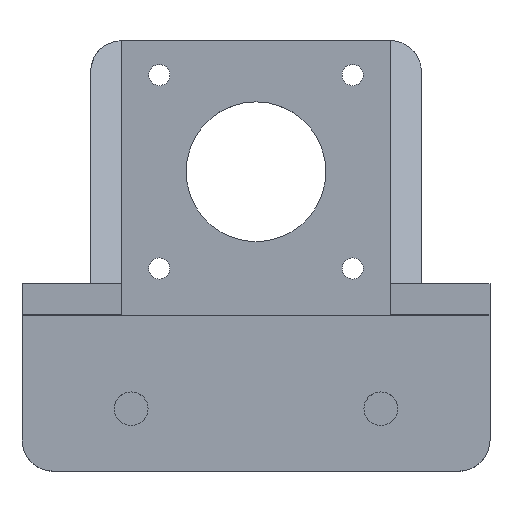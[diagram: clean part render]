
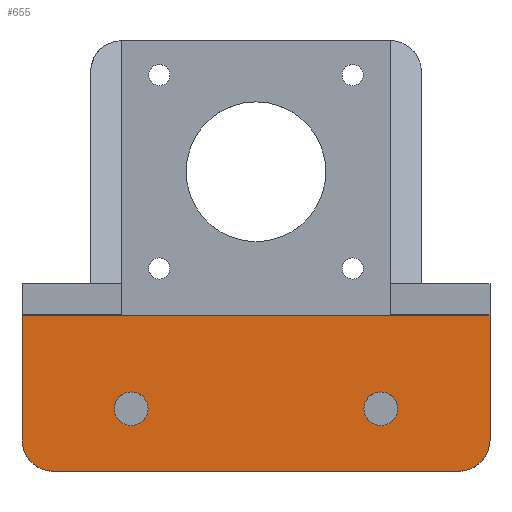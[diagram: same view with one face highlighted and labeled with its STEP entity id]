
A CAD part, top view. The second image highlights one B-rep face of the part: STEP entity #655.
In plain terms, the highlighted planar face has unit normal (0, 0, 1).
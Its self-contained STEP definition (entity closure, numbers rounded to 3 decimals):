
#17=FACE_BOUND('',#103,.T.);
#18=FACE_BOUND('',#104,.T.);
#36=PLANE('',#714);
#63=FACE_OUTER_BOUND('',#102,.T.);
#102=EDGE_LOOP('',(#472,#473,#474,#475,#476,#477,#478,#479));
#103=EDGE_LOOP('',(#480));
#104=EDGE_LOOP('',(#481));
#159=LINE('',#998,#220);
#164=LINE('',#1008,#225);
#165=LINE('',#1012,#226);
#166=LINE('',#1014,#227);
#167=LINE('',#1016,#228);
#168=LINE('',#1017,#229);
#220=VECTOR('',#799,10.);
#225=VECTOR('',#806,10.);
#226=VECTOR('',#809,10.);
#227=VECTOR('',#810,10.);
#228=VECTOR('',#811,10.);
#229=VECTOR('',#812,10.);
#281=CIRCLE('',#711,5.);
#283=CIRCLE('',#715,5.);
#284=CIRCLE('',#716,2.7);
#285=CIRCLE('',#717,2.7);
#309=VERTEX_POINT('',#988);
#310=VERTEX_POINT('',#989);
#313=VERTEX_POINT('',#997);
#317=VERTEX_POINT('',#1007);
#318=VERTEX_POINT('',#1009);
#319=VERTEX_POINT('',#1011);
#320=VERTEX_POINT('',#1013);
#321=VERTEX_POINT('',#1015);
#322=VERTEX_POINT('',#1018);
#323=VERTEX_POINT('',#1020);
#369=EDGE_CURVE('',#309,#310,#281,.T.);
#373=EDGE_CURVE('',#313,#310,#159,.T.);
#378=EDGE_CURVE('',#309,#317,#164,.T.);
#379=EDGE_CURVE('',#318,#317,#283,.T.);
#380=EDGE_CURVE('',#318,#319,#165,.T.);
#381=EDGE_CURVE('',#319,#320,#166,.T.);
#382=EDGE_CURVE('',#320,#321,#167,.T.);
#383=EDGE_CURVE('',#321,#313,#168,.T.);
#384=EDGE_CURVE('',#322,#322,#284,.T.);
#385=EDGE_CURVE('',#323,#323,#285,.T.);
#472=ORIENTED_EDGE('',*,*,#369,.F.);
#473=ORIENTED_EDGE('',*,*,#378,.T.);
#474=ORIENTED_EDGE('',*,*,#379,.F.);
#475=ORIENTED_EDGE('',*,*,#380,.T.);
#476=ORIENTED_EDGE('',*,*,#381,.T.);
#477=ORIENTED_EDGE('',*,*,#382,.T.);
#478=ORIENTED_EDGE('',*,*,#383,.T.);
#479=ORIENTED_EDGE('',*,*,#373,.T.);
#480=ORIENTED_EDGE('',*,*,#384,.T.);
#481=ORIENTED_EDGE('',*,*,#385,.T.);
#655=ADVANCED_FACE('',(#63,#17,#18),#36,.T.);
#711=AXIS2_PLACEMENT_3D('',#990,#791,#792);
#714=AXIS2_PLACEMENT_3D('',#1006,#804,#805);
#715=AXIS2_PLACEMENT_3D('',#1010,#807,#808);
#716=AXIS2_PLACEMENT_3D('',#1019,#813,#814);
#717=AXIS2_PLACEMENT_3D('',#1021,#815,#816);
#791=DIRECTION('center_axis',(0.,0.,-1.));
#792=DIRECTION('ref_axis',(-0.707,-0.707,0.));
#799=DIRECTION('',(0.,-1.,0.));
#804=DIRECTION('center_axis',(0.,0.,1.));
#805=DIRECTION('ref_axis',(1.,0.,0.));
#806=DIRECTION('',(1.,0.,0.));
#807=DIRECTION('center_axis',(0.,0.,-1.));
#808=DIRECTION('ref_axis',(0.707,-0.707,0.));
#809=DIRECTION('',(0.,1.,0.));
#810=DIRECTION('',(-1.,0.,0.));
#811=DIRECTION('',(-1.,0.,0.));
#812=DIRECTION('',(-1.,0.,0.));
#813=DIRECTION('center_axis',(0.,0.,-1.));
#814=DIRECTION('ref_axis',(1.,0.,0.));
#815=DIRECTION('center_axis',(0.,0.,-1.));
#816=DIRECTION('ref_axis',(1.,0.,0.));
#988=CARTESIAN_POINT('',(-32.5,-48.,16.));
#989=CARTESIAN_POINT('',(-37.5,-43.,16.));
#990=CARTESIAN_POINT('Origin',(-32.5,-43.,16.));
#997=CARTESIAN_POINT('',(-37.5,-23.,16.));
#998=CARTESIAN_POINT('',(-37.5,-48.,16.));
#1006=CARTESIAN_POINT('Origin',(0.,-35.5,16.));
#1007=CARTESIAN_POINT('',(32.5,-48.,16.));
#1008=CARTESIAN_POINT('',(37.5,-48.,16.));
#1009=CARTESIAN_POINT('',(37.5,-43.,16.));
#1010=CARTESIAN_POINT('Origin',(32.5,-43.,16.));
#1011=CARTESIAN_POINT('',(37.5,-23.,16.));
#1012=CARTESIAN_POINT('',(37.5,21.,16.));
#1013=CARTESIAN_POINT('',(21.5,-23.,16.));
#1014=CARTESIAN_POINT('',(-37.5,-23.,16.));
#1015=CARTESIAN_POINT('',(-21.5,-23.,16.));
#1016=CARTESIAN_POINT('',(-37.5,-23.,16.));
#1017=CARTESIAN_POINT('',(-37.5,-23.,16.));
#1018=CARTESIAN_POINT('',(-22.7,-38.,16.));
#1019=CARTESIAN_POINT('Origin',(-20.,-38.,16.));
#1020=CARTESIAN_POINT('',(17.3,-38.,16.));
#1021=CARTESIAN_POINT('Origin',(20.,-38.,16.));
